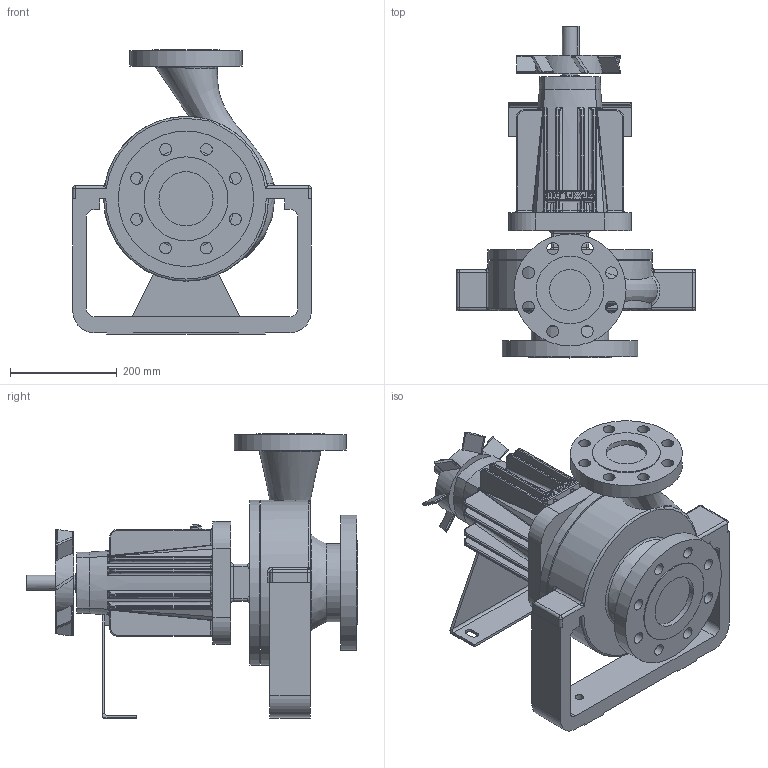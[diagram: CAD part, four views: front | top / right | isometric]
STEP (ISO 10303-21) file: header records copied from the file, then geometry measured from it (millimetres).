
FILE_DESCRIPTION(/* description */ ('Unknown'),/* implementation_level */ '2;1');
FILE_NAME(/* name */ 'CTP 3x4x8,5',/* time_stamp */ '2016-06-28T11:29:03+02:00',/* author */ ('Unknown'),/* organization */ ('Unknown'),/* preprocessor_version */ 'ST-DEVELOPER v16',/* originating_system */ 'DEX',/* authorisation */ $);
FILE_SCHEMA (('AUTOMOTIVE_DESIGN {1 0 10303 214 3 1 1}'));
Length unit declared in the file: millimetre
Products named in the file (1): Maatschets3D CTP pump only
Bounding box: 447.4 x 622.3 x 533.4 mm (x, y, z)
Volume: 22218544.7 mm3; surface area: 1368366.9 mm2
Topology: 1 solids, 1 shells, 804 faces, 2036 edges, 1176 vertices
Faces by surface type: plane 264, cylinder 257, bspline 202, torus 50, sphere 28, cone 3
Full cylindrical faces by diameter (mm): 16 x2, 22.225 x16, 28.563 x2, 35 x1, 76.2 x1, 101.6 x1, 117 x1, 127 x1, 130 x1, 146 x1, 157.162 x1, 210 x1, 235 x1, 254 x1, 309 x2
Entity records: 39080 total; most frequent: CARTESIAN_POINT 16009, ORIENTED_EDGE 3764, DIRECTION 3295, EDGE_CURVE 1882, AXIS2_PLACEMENT_3D 1258, VERTEX_POINT 1150, EDGE_LOOP 916, FACE_BOUND 916
